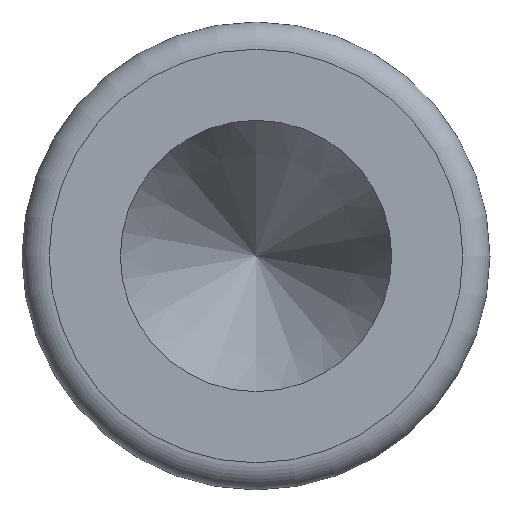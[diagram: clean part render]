
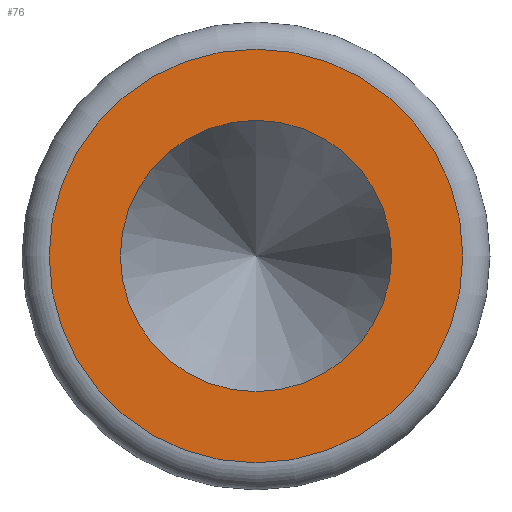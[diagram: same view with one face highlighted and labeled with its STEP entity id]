
A CAD part, left-side view. The second image highlights one B-rep face of the part: STEP entity #76.
In plain terms, the highlighted planar face has unit normal (-1, 0, 0).
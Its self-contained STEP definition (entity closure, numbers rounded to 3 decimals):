
#76 = ADVANCED_FACE( '', ( #89, #90 ), #91, .F. );
#89 = FACE_OUTER_BOUND( '', #119, .T. );
#90 = FACE_BOUND( '', #120, .T. );
#91 = PLANE( '', #121 );
#119 = EDGE_LOOP( '', ( #151 ) );
#120 = EDGE_LOOP( '', ( #152 ) );
#121 = AXIS2_PLACEMENT_3D( '', #153, #154, #155 );
#151 = ORIENTED_EDGE( '', *, *, #198, .F. );
#152 = ORIENTED_EDGE( '', *, *, #199, .T. );
#153 = CARTESIAN_POINT( '', ( -14.5, 0., 0. ) );
#154 = DIRECTION( '', ( 1., 0., 0. ) );
#155 = DIRECTION( '', ( 0., 1., 0. ) );
#198 = EDGE_CURVE( '', #209, #209, #210, .T. );
#199 = EDGE_CURVE( '', #211, #211, #212, .T. );
#209 = VERTEX_POINT( '', #227 );
#210 = CIRCLE( '', #228, 7.625 );
#211 = VERTEX_POINT( '', #229 );
#212 = CIRCLE( '', #230, 5. );
#227 = CARTESIAN_POINT( '', ( -14.5, 0., -7.625 ) );
#228 = AXIS2_PLACEMENT_3D( '', #246, #247, #248 );
#229 = CARTESIAN_POINT( '', ( -14.5, 0., -5. ) );
#230 = AXIS2_PLACEMENT_3D( '', #249, #250, #251 );
#246 = CARTESIAN_POINT( '', ( -14.5, 0., 0. ) );
#247 = DIRECTION( '', ( 1., 0., 0. ) );
#248 = DIRECTION( '', ( 0., 0., -1. ) );
#249 = CARTESIAN_POINT( '', ( -14.5, 0., 0. ) );
#250 = DIRECTION( '', ( 1., 0., 0. ) );
#251 = DIRECTION( '', ( 0., 0., -1. ) );
